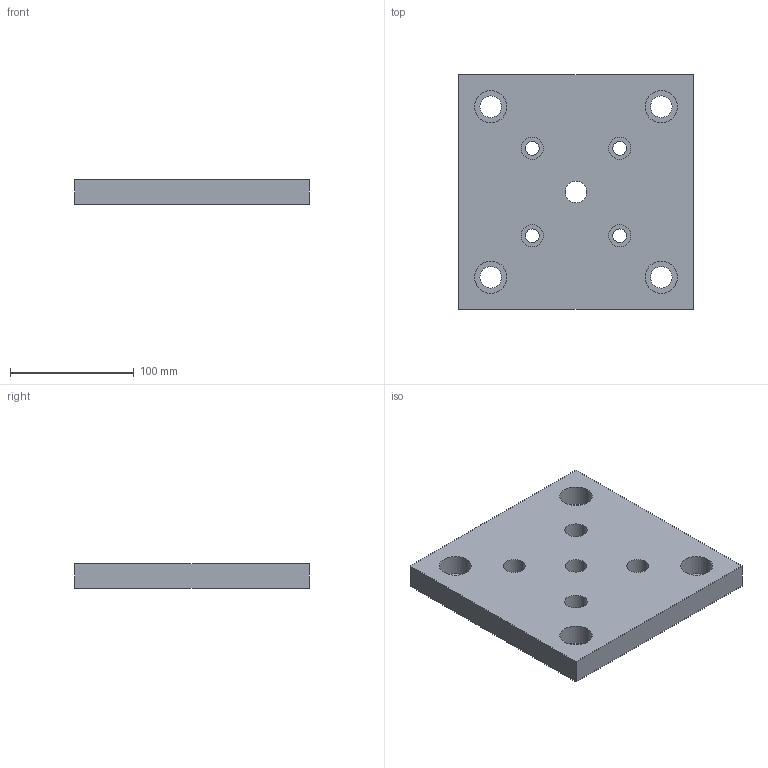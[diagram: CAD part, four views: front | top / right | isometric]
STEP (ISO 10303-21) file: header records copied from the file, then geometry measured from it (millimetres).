
FILE_DESCRIPTION (( 'STEP AP203' ), '1' );
FILE_NAME ('KF_150.step', '2018-12-31T07:09:39', ( '' ), ( '' ), 'SwSTEP 2.0', 'SolidWorks 2016', '' );
FILE_SCHEMA (( 'CONFIG_CONTROL_DESIGN' ));
Length unit declared in the file: millimetre
Products named in the file (1): KF_150
Bounding box: 190 x 190 x 20 mm (x, y, z)
Volume: 661031.1 mm3; surface area: 95632.2 mm2
Topology: 1 solids, 1 shells, 48 faces, 114 edges, 76 vertices
Faces by surface type: cylinder 34, plane 14
Entity records: 1539 total; most frequent: DIRECTION 280, CARTESIAN_POINT 239, ORIENTED_EDGE 228, AXIS2_PLACEMENT_3D 117, EDGE_CURVE 114, VERTEX_POINT 76, EDGE_LOOP 74, CIRCLE 68
